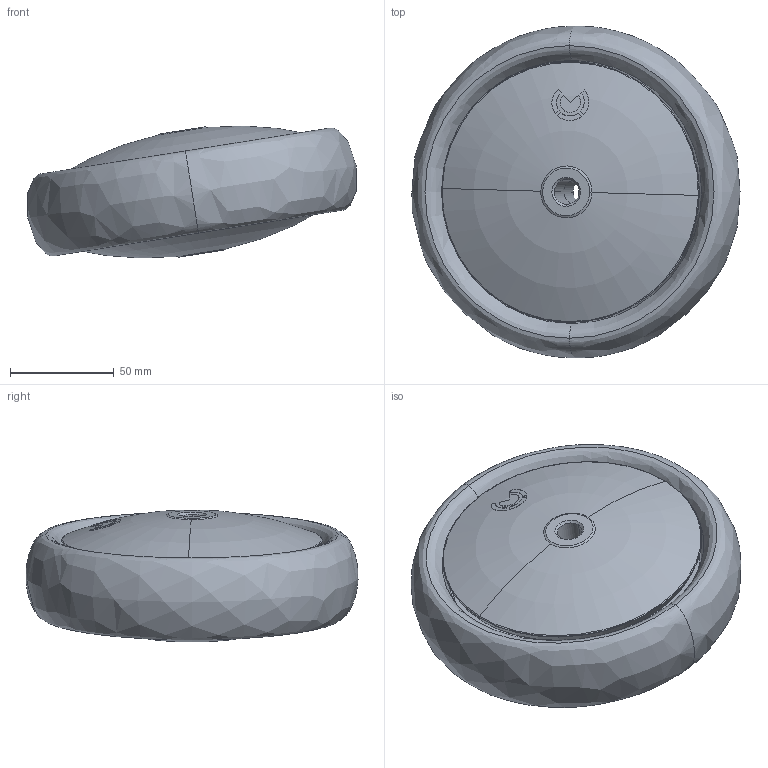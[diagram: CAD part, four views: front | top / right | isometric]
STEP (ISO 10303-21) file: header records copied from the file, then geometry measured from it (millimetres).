
FILE_DESCRIPTION (( 'STEP AP214' ), '1' );
FILE_NAME ('0026623.step', '2021-03-12T11:37:39', ( '' ), ( '' ), 'SwSTEP 2.0', 'SolidWorks 2020', '' );
FILE_SCHEMA (( 'AUTOMOTIVE_DESIGN' ));
Length unit declared in the file: millimetre
Products named in the file (1): 0026623
Bounding box: 158.03 x 159.94 x 63.58 mm (x, y, z)
Volume: 463243 mm3; surface area: 137313 mm2
Topology: 12 solids, 12 shells, 245 faces, 696 edges, 445 vertices
Faces by surface type: cylinder 56, bspline 54, plane 50, torus 49, sphere 20, cone 16
Entity records: 12931 total; most frequent: CARTESIAN_POINT 5023, ORIENTED_EDGE 1312, DIRECTION 1220, EDGE_CURVE 656, AXIS2_PLACEMENT_3D 550, VERTEX_POINT 425, CIRCLE 358, EDGE_LOOP 263
